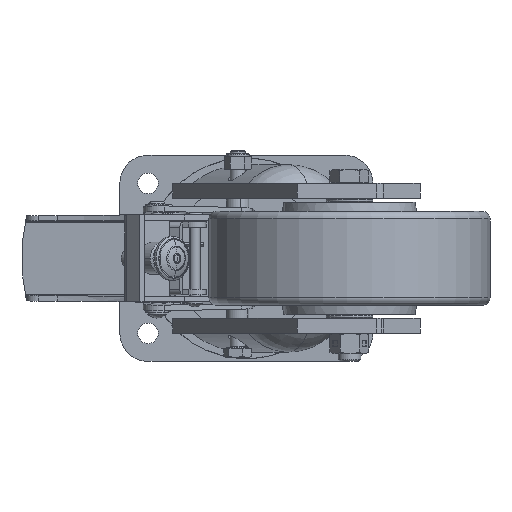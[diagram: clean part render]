
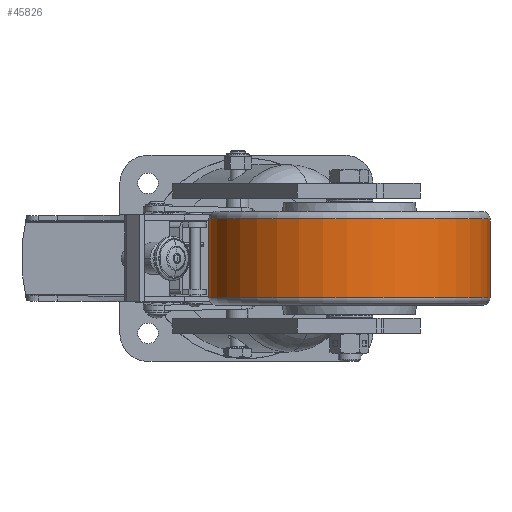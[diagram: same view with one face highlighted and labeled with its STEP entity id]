
A CAD part, front view. The second image highlights one B-rep face of the part: STEP entity #45826.
In plain terms, the highlighted cylindrical face has radius 75 mm (diameter 150 mm), a partial arc.
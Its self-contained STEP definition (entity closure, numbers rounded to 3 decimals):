
#822 = VERTEX_POINT ( 'NONE', #12681 ) ;
#843 = EDGE_CURVE ( 'NONE', #21060, #822, #58737, .T. ) ;
#1048 = DIRECTION ( 'NONE',  ( 0., 0., 1. ) ) ;
#2598 = ORIENTED_EDGE ( 'NONE', *, *, #28419, .F. ) ;
#6559 = VECTOR ( 'NONE', #29844, 1000. ) ;
#6601 = DIRECTION ( 'NONE',  ( 1., -0.016, 0. ) ) ;
#6880 = DIRECTION ( 'NONE',  ( 0., 0., -1. ) ) ;
#7079 = CARTESIAN_POINT ( 'NONE',  ( -83.088, -125., 21. ) ) ;
#8460 = CARTESIAN_POINT ( 'NONE',  ( -83.088, -125., 0. ) ) ;
#12681 = CARTESIAN_POINT ( 'NONE',  ( -158.078, -123.781, 21. ) ) ;
#13148 = DIRECTION ( 'NONE',  ( 0., 0., -1. ) ) ;
#13357 = ORIENTED_EDGE ( 'NONE', *, *, #843, .T. ) ;
#13613 = VERTEX_POINT ( 'NONE', #39400 ) ;
#16676 = DIRECTION ( 'NONE',  ( 0., 0., -1. ) ) ;
#17160 = CYLINDRICAL_SURFACE ( 'NONE', #20611, 75. ) ;
#18099 = EDGE_CURVE ( 'NONE', #13613, #48153, #19730, .T. ) ;
#18965 = VECTOR ( 'NONE', #16676, 1000. ) ;
#19730 = CIRCLE ( 'NONE', #34821, 75. ) ;
#20611 = AXIS2_PLACEMENT_3D ( 'NONE', #8460, #13148, #42179 ) ;
#21060 = VERTEX_POINT ( 'NONE', #23291 ) ;
#23291 = CARTESIAN_POINT ( 'NONE',  ( -8.098, -126.219, 21. ) ) ;
#23875 = ORIENTED_EDGE ( 'NONE', *, *, #18099, .T. ) ;
#26360 = CARTESIAN_POINT ( 'NONE',  ( -8.098, -126.219, 0. ) ) ;
#28419 = EDGE_CURVE ( 'NONE', #21060, #48153, #44577, .T. ) ;
#29844 = DIRECTION ( 'NONE',  ( 0., 0., -1. ) ) ;
#29922 = CARTESIAN_POINT ( 'NONE',  ( -83.088, -125., -21. ) ) ;
#34760 = DIRECTION ( 'NONE',  ( -1., 0.016, 0. ) ) ;
#34821 = AXIS2_PLACEMENT_3D ( 'NONE', #29922, #1048, #34760 ) ;
#37164 = ORIENTED_EDGE ( 'NONE', *, *, #50927, .T. ) ;
#39400 = CARTESIAN_POINT ( 'NONE',  ( -158.078, -123.781, -21. ) ) ;
#39874 = EDGE_LOOP ( 'NONE', ( #2598, #13357, #37164, #23875 ) ) ;
#42179 = DIRECTION ( 'NONE',  ( -1., 0.016, 0. ) ) ;
#43467 = LINE ( 'NONE', #58583, #6559 ) ;
#44577 = LINE ( 'NONE', #26360, #18965 ) ;
#45826 = ADVANCED_FACE ( 'NONE', ( #61494 ), #17160, .T. ) ;
#48153 = VERTEX_POINT ( 'NONE', #61950 ) ;
#50927 = EDGE_CURVE ( 'NONE', #822, #13613, #43467, .T. ) ;
#55078 = AXIS2_PLACEMENT_3D ( 'NONE', #7079, #6880, #6601 ) ;
#58583 = CARTESIAN_POINT ( 'NONE',  ( -158.078, -123.781, 0. ) ) ;
#58737 = CIRCLE ( 'NONE', #55078, 75. ) ;
#61494 = FACE_OUTER_BOUND ( 'NONE', #39874, .T. ) ;
#61950 = CARTESIAN_POINT ( 'NONE',  ( -8.098, -126.219, -21. ) ) ;
